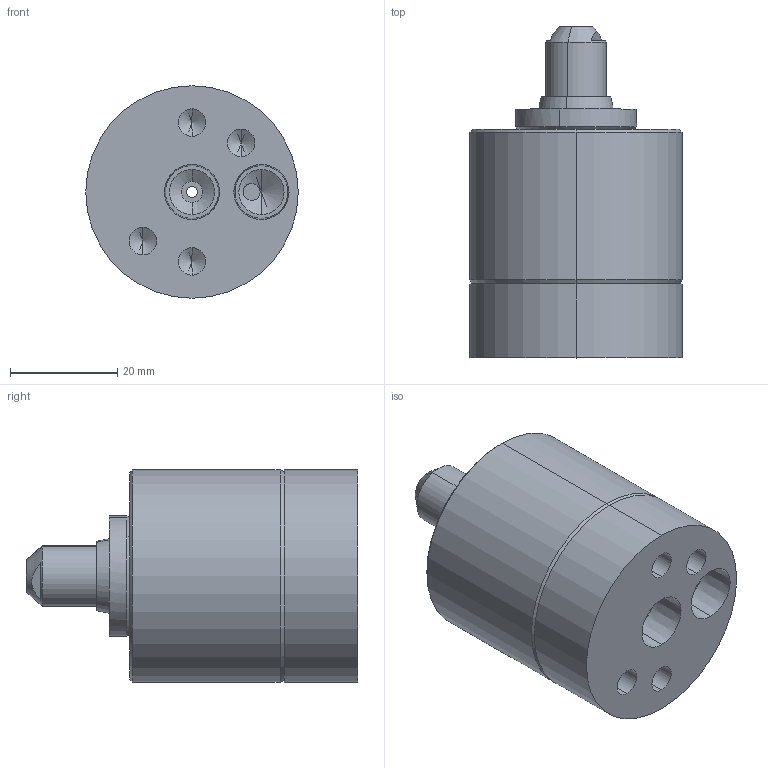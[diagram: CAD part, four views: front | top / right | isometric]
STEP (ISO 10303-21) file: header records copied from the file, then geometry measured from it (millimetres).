
FILE_DESCRIPTION (( 'STEP AP214' ), '1' );
FILE_NAME ('CTSC-002381.STEP', '2025-01-07T13:23:11', ( '' ), ( '' ), 'SwSTEP 2.0', 'SolidWorks 2023', '' );
FILE_SCHEMA (( 'AUTOMOTIVE_DESIGN' ));
Length unit declared in the file: inch
Products named in the file (1): CTSC-002381
Bounding box: 39.62 x 61.9 x 39.62 mm (x, y, z)
Volume: 52347.6 mm3; surface area: 12132.1 mm2
Topology: 1 solids, 3 shells, 91 faces, 198 edges, 119 vertices
Faces by surface type: cylinder 36, cone 30, plane 23, torus 2
Entity records: 3447 total; most frequent: CARTESIAN_POINT 505, DIRECTION 470, ORIENTED_EDGE 376, AXIS2_PLACEMENT_3D 196, EDGE_CURVE 188, VERTEX_POINT 119, EDGE_LOOP 113, CIRCLE 104
